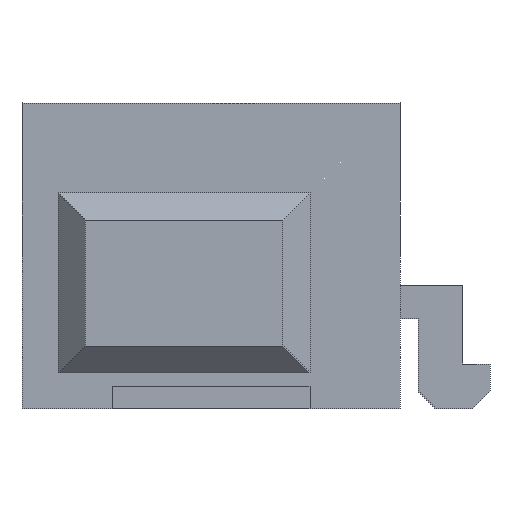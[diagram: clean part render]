
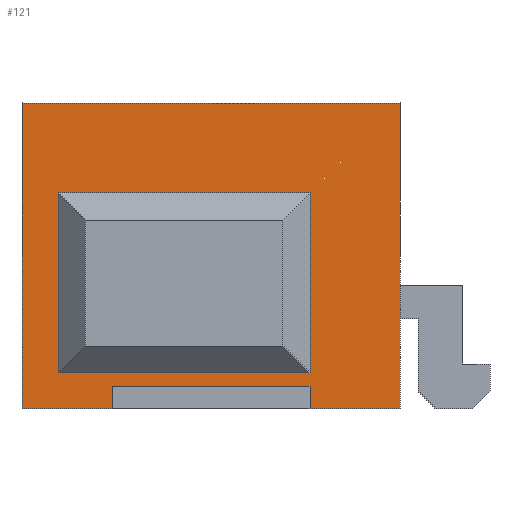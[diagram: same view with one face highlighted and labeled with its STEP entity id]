
A CAD part, front view. The second image highlights one B-rep face of the part: STEP entity #121.
In plain terms, the highlighted planar face has unit normal (0, -1, 0).
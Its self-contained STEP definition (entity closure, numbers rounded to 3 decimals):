
#13=DIRECTION('',(0.,0.,1.));
#14=DIRECTION('',(1.,0.,0.));
#47=VERTEX_POINT('',#48);
#48=CARTESIAN_POINT('',(-1.7,-3.375,2.4));
#52=DIRECTION('',(0.,1.,0.));
#58=VECTOR('',#14,1.);
#61=VERTEX_POINT('',#62);
#62=CARTESIAN_POINT('',(1.1,-3.375,2.4));
#65=ORIENTED_EDGE('',*,*,#66,.F.);
#66=EDGE_CURVE('',#47,#61,#67,.T.);
#67=LINE('',#68,#58);
#68=CARTESIAN_POINT('',(-1.9,-3.375,2.4));
#79=VECTOR('',#13,1.);
#82=VERTEX_POINT('',#83);
#83=CARTESIAN_POINT('',(-1.7,-3.375,0.4));
#87=EDGE_CURVE('',#47,#82,#88,.T.);
#88=LINE('',#89,#90);
#89=CARTESIAN_POINT('',(-1.7,-3.375,0.2));
#90=VECTOR('',#91,1.);
#91=DIRECTION('',(0.,0.,-1.));
#121=ADVANCED_FACE('',(#122,#144),#157,.F.);
#122=FACE_BOUND('',#123,.F.);
#123=EDGE_LOOP('',(#124,#131,#136,#141));
#124=ORIENTED_EDGE('',*,*,#125,.F.);
#125=EDGE_CURVE('',#126,#128,#130,.T.);
#126=VERTEX_POINT('',#127);
#127=CARTESIAN_POINT('',(-2.1,-3.375,0.));
#128=VERTEX_POINT('',#129);
#129=CARTESIAN_POINT('',(2.1,-3.375,0.));
#130=LINE('',#127,#58);
#131=ORIENTED_EDGE('',*,*,#132,.T.);
#132=EDGE_CURVE('',#126,#133,#135,.T.);
#133=VERTEX_POINT('',#134);
#134=CARTESIAN_POINT('',(-2.1,-3.375,3.4));
#135=LINE('',#127,#79);
#136=ORIENTED_EDGE('',*,*,#137,.T.);
#137=EDGE_CURVE('',#133,#138,#140,.T.);
#138=VERTEX_POINT('',#139);
#139=CARTESIAN_POINT('',(2.1,-3.375,3.4));
#140=LINE('',#134,#58);
#141=ORIENTED_EDGE('',*,*,#142,.F.);
#142=EDGE_CURVE('',#128,#138,#143,.T.);
#143=LINE('',#129,#79);
#144=FACE_BOUND('',#145,.F.);
#145=EDGE_LOOP('',(#65,#146,#147,#153));
#146=ORIENTED_EDGE('',*,*,#87,.T.);
#147=ORIENTED_EDGE('',*,*,#148,.T.);
#148=EDGE_CURVE('',#82,#149,#151,.T.);
#149=VERTEX_POINT('',#150);
#150=CARTESIAN_POINT('',(1.1,-3.375,0.4));
#151=LINE('',#152,#58);
#152=CARTESIAN_POINT('',(-1.9,-3.375,0.4));
#153=ORIENTED_EDGE('',*,*,#154,.F.);
#154=EDGE_CURVE('',#61,#149,#155,.T.);
#155=LINE('',#156,#90);
#156=CARTESIAN_POINT('',(1.1,-3.375,0.2));
#157=PLANE('',#158);
#158=AXIS2_PLACEMENT_3D('',#127,#52,#13);
